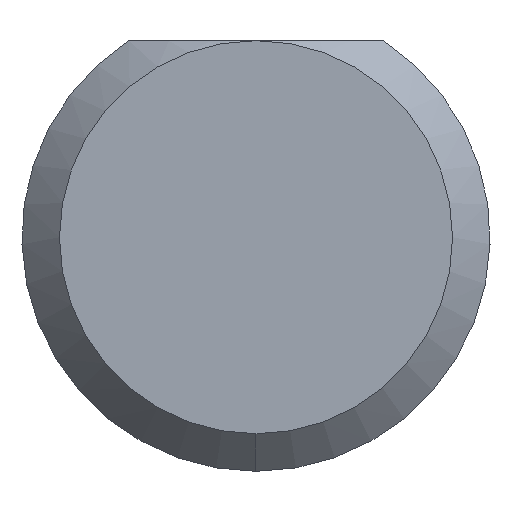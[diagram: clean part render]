
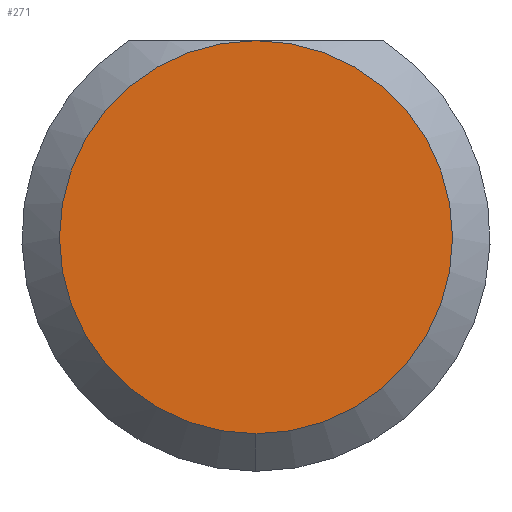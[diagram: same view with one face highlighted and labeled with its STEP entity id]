
A CAD part, left-side view. The second image highlights one B-rep face of the part: STEP entity #271.
In plain terms, the highlighted planar face has unit normal (-1, 0, 0).
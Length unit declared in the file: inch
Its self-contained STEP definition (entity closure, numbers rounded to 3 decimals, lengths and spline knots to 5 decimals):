
#41 = EDGE_LOOP ( 'NONE', ( #51, #478 ) ) ;
#51 = ORIENTED_EDGE ( 'NONE', *, *, #192, .T. ) ;
#72 = FACE_OUTER_BOUND ( 'NONE', #41, .T. ) ;
#82 = PLANE ( 'NONE',  #535 ) ;
#119 = CARTESIAN_POINT ( 'NONE',  ( 0., 0., 0.05235 ) ) ;
#192 = EDGE_CURVE ( 'NONE', #275, #541, #524, .T. ) ;
#210 = EDGE_CURVE ( 'NONE', #541, #275, #581, .T. ) ;
#215 = DIRECTION ( 'NONE',  ( -1., 0., 0. ) ) ;
#271 = ADVANCED_FACE ( 'NONE', ( #72 ), #82, .F. ) ;
#273 = AXIS2_PLACEMENT_3D ( 'NONE', #649, #215, #641 ) ;
#275 = VERTEX_POINT ( 'NONE', #119 ) ;
#371 = CARTESIAN_POINT ( 'NONE',  ( 0., 0., 0. ) ) ;
#429 = DIRECTION ( 'NONE',  ( -1., 0., 0. ) ) ;
#478 = ORIENTED_EDGE ( 'NONE', *, *, #210, .T. ) ;
#487 = AXIS2_PLACEMENT_3D ( 'NONE', #371, #429, #591 ) ;
#505 = CARTESIAN_POINT ( 'NONE',  ( 0., 0., 0. ) ) ;
#524 = CIRCLE ( 'NONE', #487, 0.05235 ) ;
#535 = AXIS2_PLACEMENT_3D ( 'NONE', #505, #667, #549 ) ;
#541 = VERTEX_POINT ( 'NONE', #679 ) ;
#549 = DIRECTION ( 'NONE',  ( 0., 0., -1. ) ) ;
#581 = CIRCLE ( 'NONE', #273, 0.05235 ) ;
#591 = DIRECTION ( 'NONE',  ( 0., 0., -1. ) ) ;
#641 = DIRECTION ( 'NONE',  ( 0., 0., -1. ) ) ;
#649 = CARTESIAN_POINT ( 'NONE',  ( 0., 0., 0. ) ) ;
#667 = DIRECTION ( 'NONE',  ( 1., 0., 0. ) ) ;
#679 = CARTESIAN_POINT ( 'NONE',  ( 0., 0., -0.05235 ) ) ;
